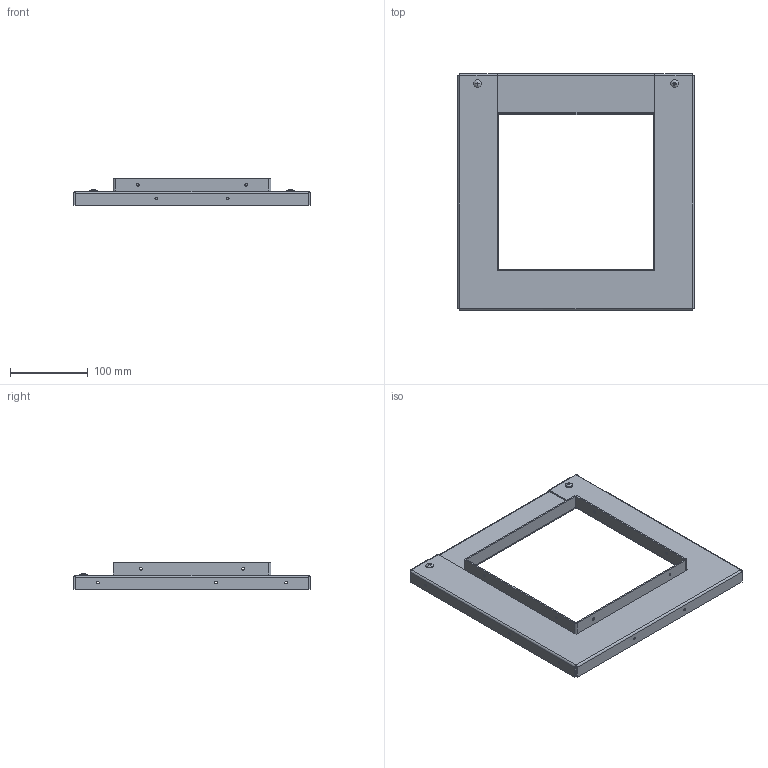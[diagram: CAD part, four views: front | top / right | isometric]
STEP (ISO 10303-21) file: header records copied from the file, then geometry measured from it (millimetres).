
FILE_DESCRIPTION(/* description */ ('REDUCER WIREWAY FITTING, BTM, 12X12 - 8X8'),/* implementation_level */ '2;1');
FILE_NAME(/* name */ 'R1208G.stp',/* time_stamp */ '2015-10-19T16:58:45+05:00',/* author */ ('schinnathambi'),/* organization */ (''),/* preprocessor_version */ 'ST-DEVELOPER v16.1',/* originating_system */ 'Autodesk Inventor 2016',/* authorisation */ '');
FILE_SCHEMA (('AUTOMOTIVE_DESIGN { 1 0 10303 214 3 1 1 }'));
Length unit declared in the file: inch
Products named in the file (5): R1208GBTM; R0808GPABTM; R1208GTOP; 372177; R1208G
Assembly tree (5 placements, depth 2):
  R1208G
    R1208GBTM
    R0808GPABTM
    R1208GTOP
    372177  x2
Bounding box: 304.8 x 304.8 x 34.63 mm (x, y, z)
Volume: 185242.9 mm3; surface area: 205138.6 mm2
Topology: 5 solids, 5 shells, 214 faces, 506 edges, 304 vertices
Faces by surface type: plane 126, cylinder 50, cone 20, bspline 8, torus 8, sphere 2
Full cylindrical faces by diameter (mm): 3.454 x14, 3.734 x2, 4.166 x2, 6.35 x2, 9.754 x2
Entity records: 5736 total; most frequent: CARTESIAN_POINT 1315, DIRECTION 844, ORIENTED_EDGE 826, EDGE_CURVE 413, AXIS2_PLACEMENT_3D 290, LINE 264, VECTOR 264, VERTEX_POINT 257
